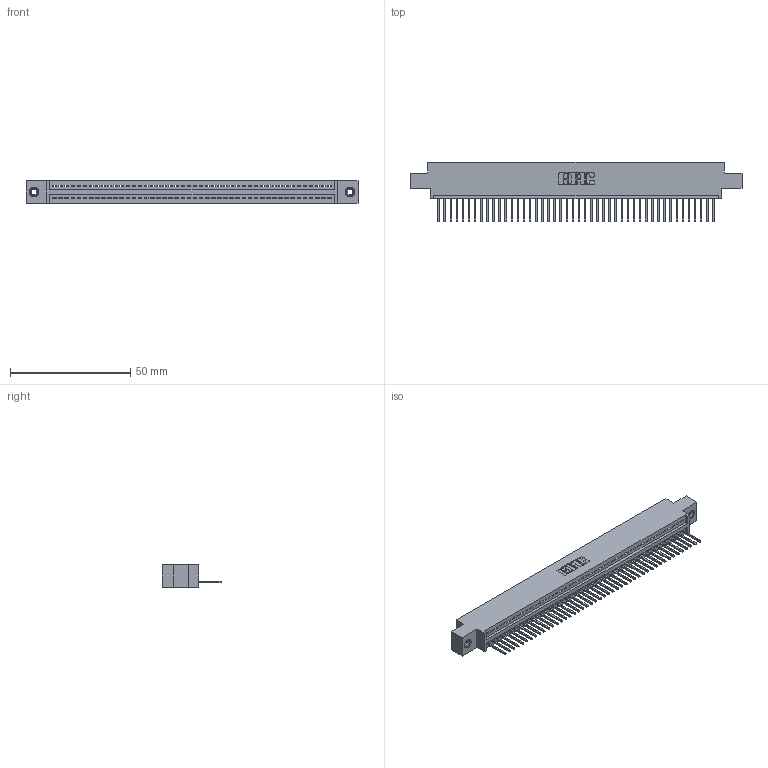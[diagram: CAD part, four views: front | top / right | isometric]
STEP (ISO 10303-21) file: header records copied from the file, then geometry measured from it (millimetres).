
FILE_DESCRIPTION (( 'STEP AP203' ), '1' );
FILE_NAME ('395-046-523-608.STEP', '2018-11-16T03:27:58', ( '' ), ( '' ), 'SwSTEP 2.0', 'SolidWorks 2016', '' );
FILE_SCHEMA (( 'CONFIG_CONTROL_DESIGN' ));
Length unit declared in the file: inch
Products named in the file (4): 395-046-523-608; 345 Part_0.170 Offset - 0.156 Dia-TI; 345-250-001_345-250-003-102; 345-292-001_345-293-123
Assembly tree (49 placements, depth 2):
  395-046-523-608
    345 Part_0.170 Offset - 0.156 Dia-TI
    345-292-001_345-293-123  x46
    345-250-001_345-250-003-102  x2
Bounding box: 138.05 x 24.82 x 9.4 mm (x, y, z)
Volume: 13007.1 mm3; surface area: 17535.5 mm2
Topology: 49 solids, 49 shells, 2858 faces, 8585 edges, 5654 vertices
Faces by surface type: plane 1956, cylinder 886, cone 12, torus 4
Entity records: 35418 total; most frequent: CARTESIAN_POINT 6117, ORIENTED_EDGE 6090, DIRECTION 5363, EDGE_CURVE 3045, LINE 2709, VECTOR 2709, VERTEX_POINT 2024, AXIS2_PLACEMENT_3D 1327
